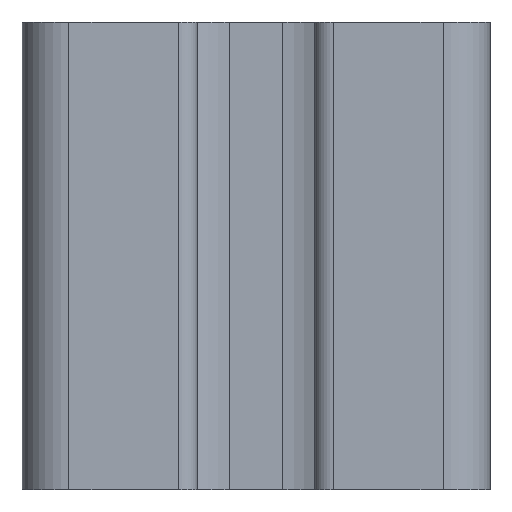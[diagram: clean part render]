
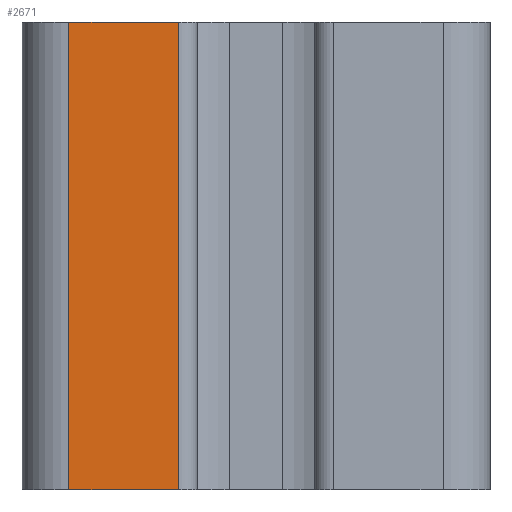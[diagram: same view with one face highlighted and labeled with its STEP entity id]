
A CAD part, left-side view. The second image highlights one B-rep face of the part: STEP entity #2671.
In plain terms, the highlighted planar face has unit normal (-1, 0, 0).
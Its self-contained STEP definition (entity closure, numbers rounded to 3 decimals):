
#1415=EDGE_CURVE('',#2863,#1633,#3460,.T.);
#1633=VERTEX_POINT('',#3689);
#1673=VERTEX_POINT('',#3730);
#2025=EDGE_CURVE('',#1633,#1673,#4127,.T.);
#2485=EDGE_CURVE('',#1673,#2527,#4634,.T.);
#2527=VERTEX_POINT('',#4677);
#2671=ADVANCED_FACE('',(#4837),#4838,.T.);
#2863=VERTEX_POINT('',#5045);
#2913=EDGE_CURVE('',#2863,#2527,#5101,.T.);
#3460=LINE('',#5806,#5807);
#3689=CARTESIAN_POINT('',(0.0,13.3,0.0));
#3730=CARTESIAN_POINT('',(0.0,13.3,20.0));
#4127=LINE('',#6732,#6733);
#4634=LINE('',#7420,#7421);
#4677=CARTESIAN_POINT('',(0.,18.0,20.0));
#4837=FACE_OUTER_BOUND('',#7692,.T.);
#4838=PLANE('',#7693);
#5045=CARTESIAN_POINT('',(0.,18.0,0.0));
#5101=LINE('',#8053,#8054);
#5806=CARTESIAN_POINT('',(0.0,18.0,0.0));
#5807=VECTOR('',#8650,1.0);
#6732=CARTESIAN_POINT('',(0.0,13.3,0.0));
#6733=VECTOR('',#9597,1.0);
#7420=CARTESIAN_POINT('',(0.0,18.0,20.0));
#7421=VECTOR('',#10141,1.0);
#7692=EDGE_LOOP('',(#10348,#10349,#10350,#10351));
#7693=AXIS2_PLACEMENT_3D('',#10352,#10353,#10354);
#8053=CARTESIAN_POINT('',(0.,18.0,0.0));
#8054=VECTOR('',#10625,1.0);
#8650=DIRECTION('',(0.0,-1.0,0.0));
#9597=DIRECTION('',(0.0,-0.0,1.0));
#10141=DIRECTION('',(0.0,1.0,0.0));
#10348=ORIENTED_EDGE('',*,*,#2025,.T.);
#10349=ORIENTED_EDGE('',*,*,#2485,.T.);
#10350=ORIENTED_EDGE('',*,*,#2913,.F.);
#10351=ORIENTED_EDGE('',*,*,#1415,.T.);
#10352=CARTESIAN_POINT('',(0.0,2.0,0.0));
#10353=DIRECTION('',(-1.0,0.0,0.0));
#10354=DIRECTION('',(0.0,-1.0,0.0));
#10625=DIRECTION('',(0.0,0.0,1.0));
